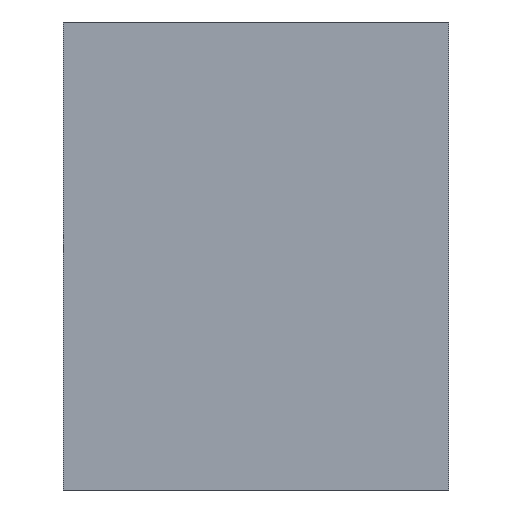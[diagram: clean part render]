
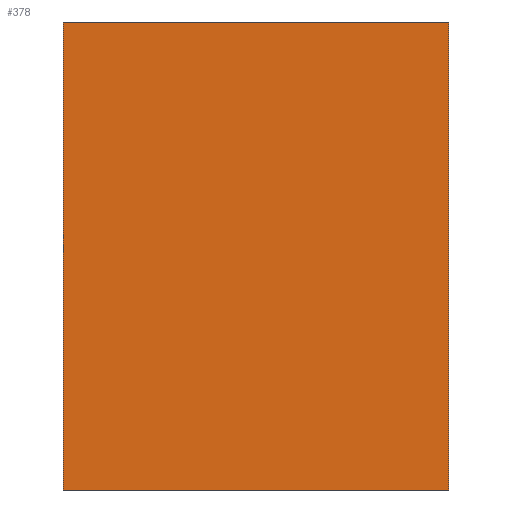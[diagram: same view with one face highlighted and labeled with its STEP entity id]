
A CAD part, left-side view. The second image highlights one B-rep face of the part: STEP entity #378.
In plain terms, the highlighted planar face has unit normal (-1, 0, 0).
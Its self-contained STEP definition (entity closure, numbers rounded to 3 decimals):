
#6 = EDGE_LOOP ( 'NONE', ( #92, #41, #27, #318 ) ) ;
#15 = VERTEX_POINT ( 'NONE', #143 ) ;
#27 = ORIENTED_EDGE ( 'NONE', *, *, #306, .F. ) ;
#41 = ORIENTED_EDGE ( 'NONE', *, *, #60, .F. ) ;
#49 = DIRECTION ( 'NONE',  ( 0., -1., 0. ) ) ;
#60 = EDGE_CURVE ( 'NONE', #169, #309, #216, .T. ) ;
#92 = ORIENTED_EDGE ( 'NONE', *, *, #119, .T. ) ;
#100 = CARTESIAN_POINT ( 'NONE',  ( -0.775, 0.7, 0.425 ) ) ;
#104 = VECTOR ( 'NONE', #386, 1000. ) ;
#118 = DIRECTION ( 'NONE',  ( 0., 0., 1. ) ) ;
#119 = EDGE_CURVE ( 'NONE', #225, #309, #302, .T. ) ;
#121 = VECTOR ( 'NONE', #118, 1000. ) ;
#135 = CARTESIAN_POINT ( 'NONE',  ( -0.775, 0.7, 0.425 ) ) ;
#137 = CARTESIAN_POINT ( 'NONE',  ( -0.775, 0.7, 0.425 ) ) ;
#143 = CARTESIAN_POINT ( 'NONE',  ( -0.775, 0.7, -0.425 ) ) ;
#168 = CARTESIAN_POINT ( 'NONE',  ( -0.775, 0., 0.425 ) ) ;
#169 = VERTEX_POINT ( 'NONE', #100 ) ;
#170 = DIRECTION ( 'NONE',  ( 0., 0., -1. ) ) ;
#202 = PLANE ( 'NONE',  #296 ) ;
#205 = LINE ( 'NONE', #326, #256 ) ;
#216 = LINE ( 'NONE', #300, #403 ) ;
#225 = VERTEX_POINT ( 'NONE', #373 ) ;
#256 = VECTOR ( 'NONE', #349, 1000. ) ;
#267 = DIRECTION ( 'NONE',  ( 1., 0., 0. ) ) ;
#275 = CARTESIAN_POINT ( 'NONE',  ( -0.775, 0., 0.425 ) ) ;
#292 = FACE_OUTER_BOUND ( 'NONE', #6, .T. ) ;
#296 = AXIS2_PLACEMENT_3D ( 'NONE', #137, #267, #170 ) ;
#299 = LINE ( 'NONE', #135, #104 ) ;
#300 = CARTESIAN_POINT ( 'NONE',  ( -0.775, 0.7, 0.425 ) ) ;
#301 = EDGE_CURVE ( 'NONE', #15, #225, #205, .T. ) ;
#302 = LINE ( 'NONE', #275, #121 ) ;
#306 = EDGE_CURVE ( 'NONE', #15, #169, #299, .T. ) ;
#309 = VERTEX_POINT ( 'NONE', #168 ) ;
#318 = ORIENTED_EDGE ( 'NONE', *, *, #301, .T. ) ;
#326 = CARTESIAN_POINT ( 'NONE',  ( -0.775, 0.7, -0.425 ) ) ;
#349 = DIRECTION ( 'NONE',  ( 0., -1., 0. ) ) ;
#373 = CARTESIAN_POINT ( 'NONE',  ( -0.775, 0., -0.425 ) ) ;
#378 = ADVANCED_FACE ( 'NONE', ( #292 ), #202, .F. ) ;
#386 = DIRECTION ( 'NONE',  ( 0., 0., 1. ) ) ;
#403 = VECTOR ( 'NONE', #49, 1000. ) ;
